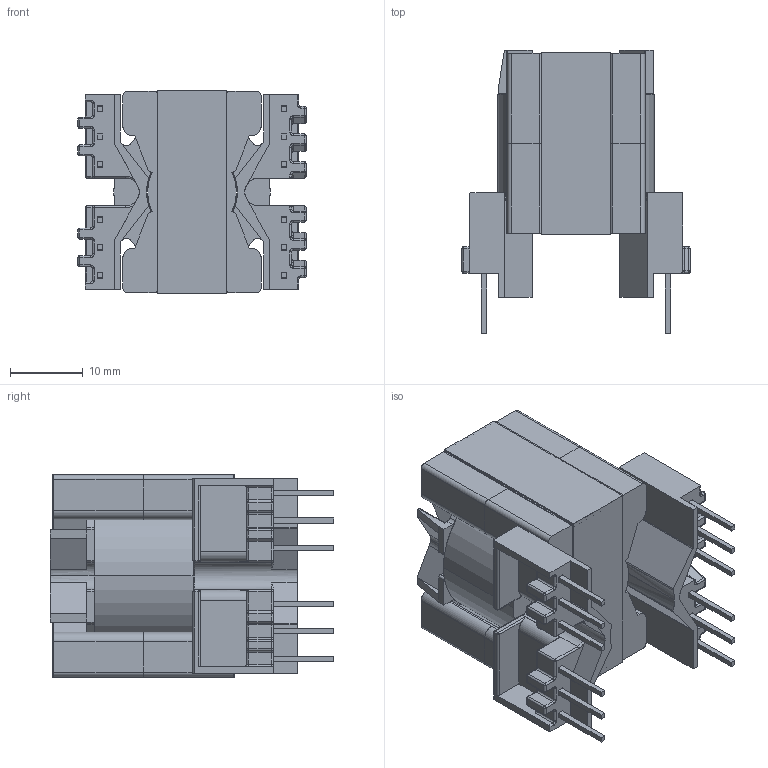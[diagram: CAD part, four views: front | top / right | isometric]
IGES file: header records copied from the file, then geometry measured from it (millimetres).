
Start section: SolidWorks IGES file using analytic representation for surfaces
Global section: file name: PQ2625_6952.IGS; native system: SolidWorks 2017; preprocessor: SolidWorks 2017; author: steve.waege; date: 200408.095600; units: millimetre
Bounding box: 31.37 x 38.96 x 28.04 mm (x, y, z)
Surface area: 14673 mm2 (no closed solid volume)
Topology: 0 solids, 0 shells, 725 faces, 5008 edges, 4942 vertices
Faces by surface type: bspline 417, revolution 308
